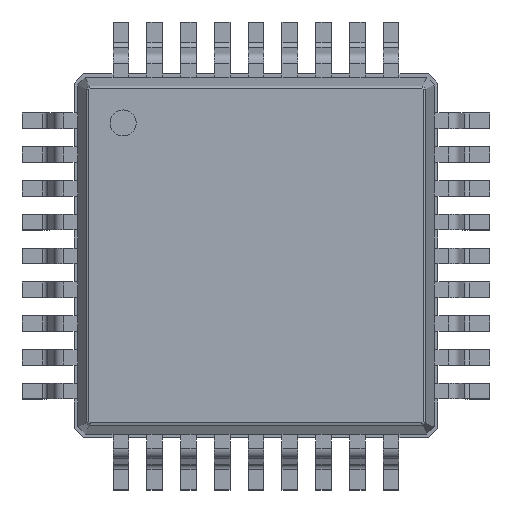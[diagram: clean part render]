
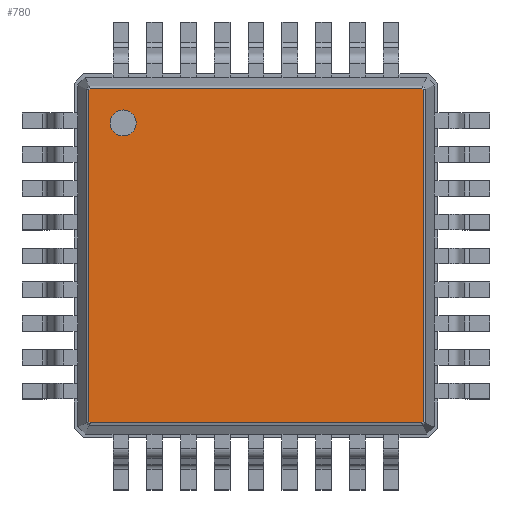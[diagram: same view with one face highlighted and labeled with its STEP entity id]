
A CAD part, top view. The second image highlights one B-rep face of the part: STEP entity #780.
In plain terms, the highlighted planar face has unit normal (0, 0, 1).
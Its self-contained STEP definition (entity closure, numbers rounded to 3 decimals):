
#13=DIRECTION('',(0.,0.,1.));
#43=CARTESIAN_POINT('',(-3.202,3.255,1.8));
#153=VERTEX_POINT('',#154);
#154=CARTESIAN_POINT('',(-3.186,3.214,1.8));
#171=EDGE_CURVE('',#153,#172,#174,.T.);
#172=VERTEX_POINT('',#173);
#173=CARTESIAN_POINT('',(3.186,3.214,1.8));
#174=B_SPLINE_CURVE_WITH_KNOTS('',2,(#175,#176,#177,#178,#179),.UNSPECIFIED.,.F.,.F.,(3,1,1,3),(-0.354,-0.04,6.445,6.759),.UNSPECIFIED.);
#175=CARTESIAN_POINT('',(-3.557,3.214,1.8));
#176=CARTESIAN_POINT('',(-3.4,3.214,1.8));
#177=CARTESIAN_POINT('',(0.,3.214,1.8));
#178=CARTESIAN_POINT('',(3.4,3.214,1.8));
#179=CARTESIAN_POINT('',(3.557,3.214,1.8));
#581=DIRECTION('',(0.,-1.,0.));
#712=EDGE_CURVE('',#172,#713,#715,.T.);
#713=VERTEX_POINT('',#714);
#714=CARTESIAN_POINT('',(3.214,3.186,1.8));
#715=B_SPLINE_CURVE_WITH_KNOTS('',2,(#716,#717,#718,#719,#720),.UNSPECIFIED.,.F.,.F.,(3,1,1,3),(-0.16,-0.04,0.114,0.234),.UNSPECIFIED.);
#716=CARTESIAN_POINT('',(3.061,3.34,1.8));
#717=CARTESIAN_POINT('',(3.104,3.297,1.8));
#718=CARTESIAN_POINT('',(3.2,3.2,1.8));
#719=CARTESIAN_POINT('',(3.297,3.104,1.8));
#720=CARTESIAN_POINT('',(3.34,3.061,1.8));
#748=VERTEX_POINT('',#749);
#749=CARTESIAN_POINT('',(-3.214,3.186,1.8));
#766=EDGE_CURVE('',#748,#153,#767,.T.);
#767=B_SPLINE_CURVE_WITH_KNOTS('',2,(#768,#769,#770,#771,#772),.UNSPECIFIED.,.F.,.F.,(3,1,1,3),(-0.16,-0.04,0.114,0.234),.UNSPECIFIED.);
#768=CARTESIAN_POINT('',(-3.34,3.061,1.8));
#769=CARTESIAN_POINT('',(-3.297,3.104,1.8));
#770=CARTESIAN_POINT('',(-3.2,3.2,1.8));
#771=CARTESIAN_POINT('',(-3.104,3.297,1.8));
#772=CARTESIAN_POINT('',(-3.061,3.34,1.8));
#780=ADVANCED_FACE('',(#781,#834),#844,.T.);
#781=FACE_BOUND('',#782,.T.);
#782=EDGE_LOOP('',(#783,#784,#785,#795,#805,#815,#825,#833));
#783=ORIENTED_EDGE('',*,*,#171,.F.);
#784=ORIENTED_EDGE('',*,*,#766,.F.);
#785=ORIENTED_EDGE('',*,*,#786,.F.);
#786=EDGE_CURVE('',#787,#748,#789,.T.);
#787=VERTEX_POINT('',#788);
#788=CARTESIAN_POINT('',(-3.214,-3.186,1.8));
#789=B_SPLINE_CURVE_WITH_KNOTS('',2,(#790,#791,#792,#793,#794),.UNSPECIFIED.,.F.,.F.,(3,1,1,3),(-0.354,-0.04,6.445,6.759),.UNSPECIFIED.);
#790=CARTESIAN_POINT('',(-3.214,-3.557,1.8));
#791=CARTESIAN_POINT('',(-3.214,-3.4,1.8));
#792=CARTESIAN_POINT('',(-3.214,0.,1.8));
#793=CARTESIAN_POINT('',(-3.214,3.4,1.8));
#794=CARTESIAN_POINT('',(-3.214,3.557,1.8));
#795=ORIENTED_EDGE('',*,*,#796,.F.);
#796=EDGE_CURVE('',#797,#787,#799,.T.);
#797=VERTEX_POINT('',#798);
#798=CARTESIAN_POINT('',(-3.186,-3.214,1.8));
#799=B_SPLINE_CURVE_WITH_KNOTS('',2,(#800,#801,#802,#803,#804),.UNSPECIFIED.,.F.,.F.,(3,1,1,3),(-0.16,-0.04,0.114,0.234),.UNSPECIFIED.);
#800=CARTESIAN_POINT('',(-3.061,-3.34,1.8));
#801=CARTESIAN_POINT('',(-3.104,-3.297,1.8));
#802=CARTESIAN_POINT('',(-3.2,-3.2,1.8));
#803=CARTESIAN_POINT('',(-3.297,-3.104,1.8));
#804=CARTESIAN_POINT('',(-3.34,-3.061,1.8));
#805=ORIENTED_EDGE('',*,*,#806,.F.);
#806=EDGE_CURVE('',#807,#797,#809,.T.);
#807=VERTEX_POINT('',#808);
#808=CARTESIAN_POINT('',(3.186,-3.214,1.8));
#809=B_SPLINE_CURVE_WITH_KNOTS('',2,(#810,#811,#812,#813,#814),.UNSPECIFIED.,.F.,.F.,(3,1,1,3),(-0.354,-0.04,6.445,6.759),.UNSPECIFIED.);
#810=CARTESIAN_POINT('',(3.557,-3.214,1.8));
#811=CARTESIAN_POINT('',(3.4,-3.214,1.8));
#812=CARTESIAN_POINT('',(0.,-3.214,1.8));
#813=CARTESIAN_POINT('',(-3.4,-3.214,1.8));
#814=CARTESIAN_POINT('',(-3.557,-3.214,1.8));
#815=ORIENTED_EDGE('',*,*,#816,.F.);
#816=EDGE_CURVE('',#817,#807,#819,.T.);
#817=VERTEX_POINT('',#818);
#818=CARTESIAN_POINT('',(3.214,-3.186,1.8));
#819=B_SPLINE_CURVE_WITH_KNOTS('',2,(#820,#821,#822,#823,#824),.UNSPECIFIED.,.F.,.F.,(3,1,1,3),(-0.16,-0.04,0.114,0.234),.UNSPECIFIED.);
#820=CARTESIAN_POINT('',(3.34,-3.061,1.8));
#821=CARTESIAN_POINT('',(3.297,-3.104,1.8));
#822=CARTESIAN_POINT('',(3.2,-3.2,1.8));
#823=CARTESIAN_POINT('',(3.104,-3.297,1.8));
#824=CARTESIAN_POINT('',(3.061,-3.34,1.8));
#825=ORIENTED_EDGE('',*,*,#826,.F.);
#826=EDGE_CURVE('',#713,#817,#827,.T.);
#827=B_SPLINE_CURVE_WITH_KNOTS('',2,(#828,#829,#830,#831,#832),.UNSPECIFIED.,.F.,.F.,(3,1,1,3),(-0.354,-0.04,6.445,6.759),.UNSPECIFIED.);
#828=CARTESIAN_POINT('',(3.214,3.557,1.8));
#829=CARTESIAN_POINT('',(3.214,3.4,1.8));
#830=CARTESIAN_POINT('',(3.214,0.,1.8));
#831=CARTESIAN_POINT('',(3.214,-3.4,1.8));
#832=CARTESIAN_POINT('',(3.214,-3.557,1.8));
#833=ORIENTED_EDGE('',*,*,#712,.F.);
#834=FACE_BOUND('',#835,.T.);
#835=EDGE_LOOP('',(#836));
#836=ORIENTED_EDGE('',*,*,#837,.T.);
#837=EDGE_CURVE('',#838,#838,#840,.T.);
#838=VERTEX_POINT('',#839);
#839=CARTESIAN_POINT('',(-2.555,2.305,1.8));
#840=CIRCLE('',#841,0.25);
#841=AXIS2_PLACEMENT_3D('',#842,#843,#581);
#842=CARTESIAN_POINT('',(-2.555,2.555,1.8));
#843=DIRECTION('',(0.,-0.,-1.));
#844=PLANE('',#845);
#845=AXIS2_PLACEMENT_3D('',#43,#13,#846);
#846=DIRECTION('',(0.701,-0.713,0.));
